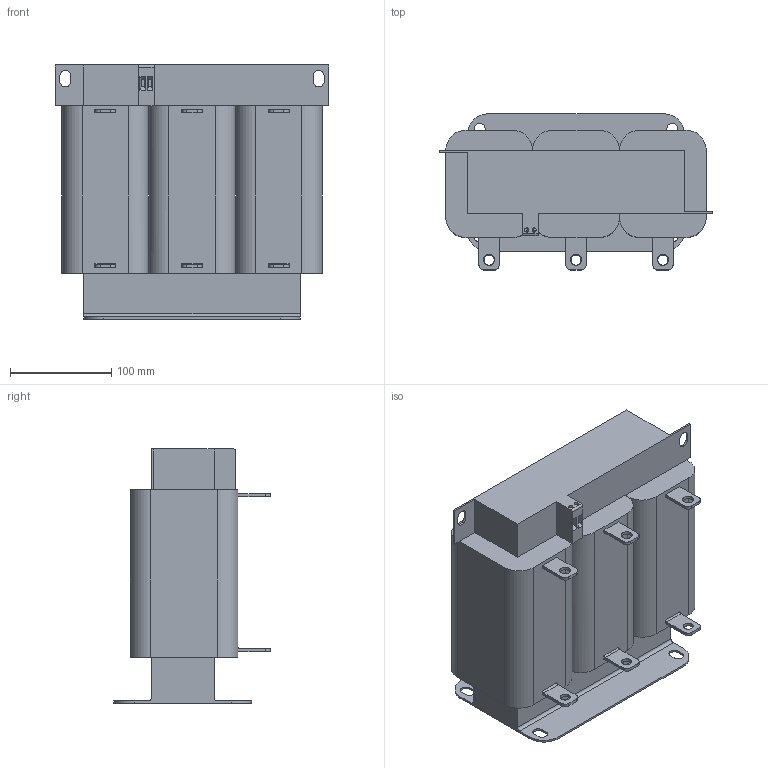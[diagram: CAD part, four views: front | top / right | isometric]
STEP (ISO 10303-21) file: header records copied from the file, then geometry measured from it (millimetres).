
FILE_DESCRIPTION(/* description */ (''),/* implementation_level */ '2;1');
FILE_NAME(/* name */ 'M5235 ENT.ERH-E50 7-400-50 PAZARLAMA DATASI.stp',/* time_stamp */ '2022-12-01T11:07:08+03:00',/* author */ (''),/* organization */ (''),/* preprocessor_version */ 'ST-DEVELOPER v16.7',/* originating_system */ 'SIEMENS PLM Software NX 1915',/* authorisation */ '');
FILE_SCHEMA (('AP203_CONFIGURATION_CONTROLLED_3D_DESIGN_OF_MECHANICAL_PARTS_AND_ASSEMBLIES_MIM_LF { 1 0 10303 403 2 1 2}'));
Length unit declared in the file: millimetre
Products named in the file (1): M5235 ENT.ERH-E50 7-400-50 PAZARLAMA DATASI
Bounding box: 270 x 154.4 x 250.7 mm (x, y, z)
Volume: 5518796.6 mm3; surface area: 317221.7 mm2
Topology: 1 solids, 1 shells, 174 faces, 476 edges, 310 vertices
Faces by surface type: plane 120, cylinder 54
Full cylindrical faces by diameter (mm): 4.1 x2, 10 x3, 11 x3
Entity records: 5502 total; most frequent: CARTESIAN_POINT 937, DIRECTION 926, ORIENTED_EDGE 920, EDGE_CURVE 460, LINE 344, VECTOR 344, VERTEX_POINT 302, AXIS2_PLACEMENT_3D 291
